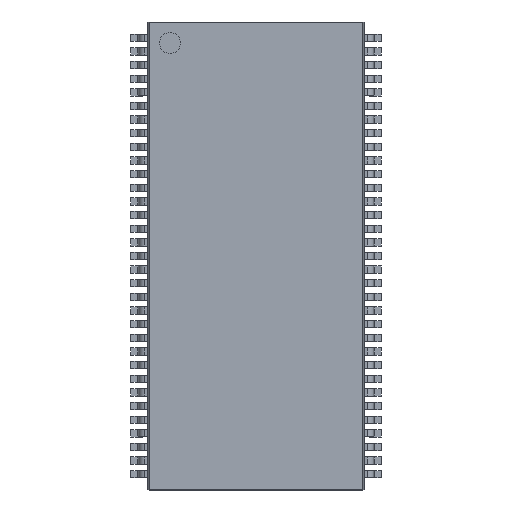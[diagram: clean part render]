
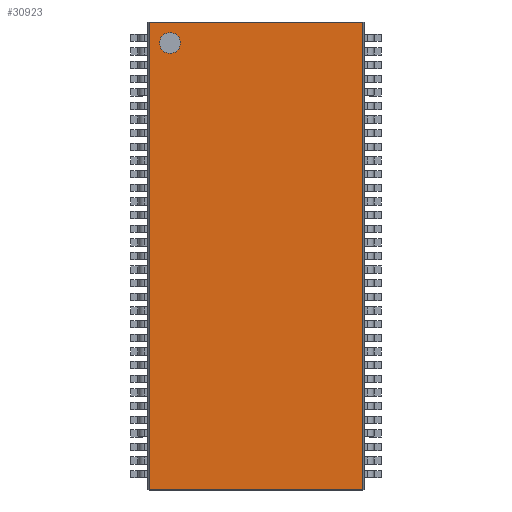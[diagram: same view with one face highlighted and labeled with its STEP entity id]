
A CAD part, top view. The second image highlights one B-rep face of the part: STEP entity #30923.
In plain terms, the highlighted planar face has unit normal (0, 0, 1).
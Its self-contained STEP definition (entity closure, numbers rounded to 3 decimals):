
#30769=CARTESIAN_POINT('',(-3.598,10.15,1.2));
#30770=VERTEX_POINT('',#30769);
#30779=CARTESIAN_POINT('',(-4.598,10.15,1.2));
#30780=VERTEX_POINT('',#30779);
#30781=CARTESIAN_POINT('',(-4.098,10.15,1.2));
#30782=DIRECTION('',(0.0,0.0,-1.0));
#30783=DIRECTION('',(1.0,0.0,0.0));
#30784=AXIS2_PLACEMENT_3D('',#30781,#30782,#30783);
#30785=CIRCLE('',#30784,0.5);
#30786=EDGE_CURVE('',#30780,#30770,#30785,.T.);
#30820=CARTESIAN_POINT('',(-4.098,10.15,1.2));
#30821=DIRECTION('',(0.0,0.0,-1.0));
#30822=DIRECTION('',(1.0,0.0,0.0));
#30823=AXIS2_PLACEMENT_3D('',#30820,#30821,#30822);
#30824=CIRCLE('',#30823,0.5);
#30825=EDGE_CURVE('',#30770,#30780,#30824,.T.);
#30880=CARTESIAN_POINT('',(5.078,-9.35,1.2));
#30881=DIRECTION('',(0.0,0.0,1.0));
#30882=DIRECTION('',(0.0,-1.0,0.0));
#30883=AXIS2_PLACEMENT_3D('',#30880,#30881,#30882);
#30884=PLANE('',#30883);
#30885=CARTESIAN_POINT('',(5.098,11.15,1.2));
#30886=VERTEX_POINT('',#30885);
#30887=CARTESIAN_POINT('',(-5.098,11.15,1.2));
#30888=VERTEX_POINT('',#30887);
#30889=CARTESIAN_POINT('',(5.098,11.15,1.2));
#30890=DIRECTION('',(-1.0,0.0,0.0));
#30891=VECTOR('',#30890,10.196);
#30892=LINE('',#30889,#30891);
#30893=EDGE_CURVE('',#30886,#30888,#30892,.T.);
#30894=ORIENTED_EDGE('',*,*,#30893,.T.);
#30895=CARTESIAN_POINT('',(-5.098,-11.15,1.2));
#30896=VERTEX_POINT('',#30895);
#30897=CARTESIAN_POINT('',(-5.098,-11.15,1.2));
#30898=DIRECTION('',(0.0,1.0,0.0));
#30899=VECTOR('',#30898,22.3);
#30900=LINE('',#30897,#30899);
#30901=EDGE_CURVE('',#30896,#30888,#30900,.T.);
#30902=ORIENTED_EDGE('',*,*,#30901,.F.);
#30903=CARTESIAN_POINT('',(5.098,-11.15,1.2));
#30904=VERTEX_POINT('',#30903);
#30905=CARTESIAN_POINT('',(-5.098,-11.15,1.2));
#30906=DIRECTION('',(1.0,0.0,0.0));
#30907=VECTOR('',#30906,10.196);
#30908=LINE('',#30905,#30907);
#30909=EDGE_CURVE('',#30896,#30904,#30908,.T.);
#30910=ORIENTED_EDGE('',*,*,#30909,.T.);
#30911=CARTESIAN_POINT('',(5.098,-11.15,1.2));
#30912=DIRECTION('',(0.0,1.0,0.0));
#30913=VECTOR('',#30912,22.3);
#30914=LINE('',#30911,#30913);
#30915=EDGE_CURVE('',#30904,#30886,#30914,.T.);
#30916=ORIENTED_EDGE('',*,*,#30915,.T.);
#30917=EDGE_LOOP('',(#30894,#30902,#30910,#30916));
#30918=FACE_OUTER_BOUND('',#30917,.T.);
#30919=ORIENTED_EDGE('',*,*,#30825,.T.);
#30920=ORIENTED_EDGE('',*,*,#30786,.T.);
#30921=EDGE_LOOP('',(#30919,#30920));
#30922=FACE_BOUND('',#30921,.T.);
#30923=ADVANCED_FACE('',(#30918,#30922),#30884,.T.);
